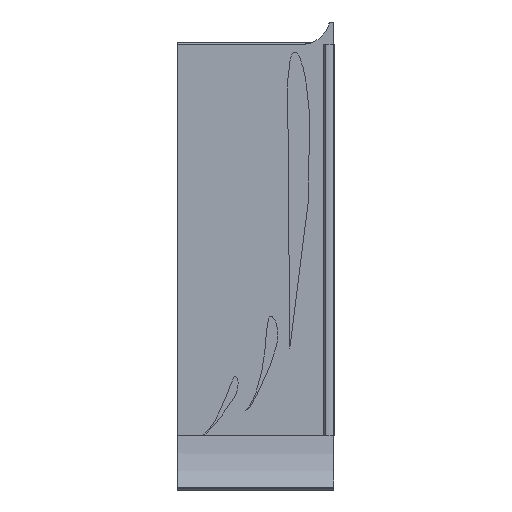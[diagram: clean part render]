
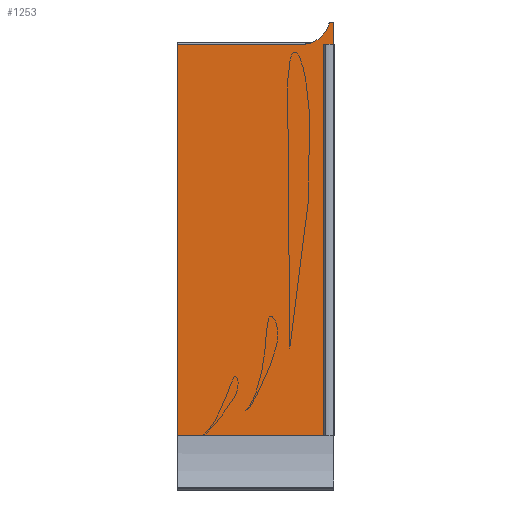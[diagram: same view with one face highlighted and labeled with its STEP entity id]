
A CAD part, left-side view. The second image highlights one B-rep face of the part: STEP entity #1253.
In plain terms, the highlighted planar face has unit normal (-1, 0, 0).
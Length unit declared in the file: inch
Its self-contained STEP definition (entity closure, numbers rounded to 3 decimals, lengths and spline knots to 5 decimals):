
#3 = FACE_OUTER_BOUND ( 'NONE', #653, .T. ) ;
#39 = VERTEX_POINT ( 'NONE', #3626 ) ;
#352 = PLANE ( 'NONE',  #917 ) ;
#434 = DIRECTION ( 'NONE',  ( 0., 0., 1. ) ) ;
#487 = CARTESIAN_POINT ( 'NONE',  ( -26.30971, 8.75, 64.45264 ) ) ;
#507 = DIRECTION ( 'NONE',  ( 0., 0., -1. ) ) ;
#532 = DIRECTION ( 'NONE',  ( 0., -1., 0. ) ) ;
#608 = AXIS2_PLACEMENT_3D ( 'NONE', #2089, #1239, #2439 ) ;
#642 = LINE ( 'NONE', #1769, #3215 ) ;
#653 = EDGE_LOOP ( 'NONE', ( #3642, #3555, #3565, #2989, #1001, #2394, #3854, #913, #2881 ) ) ;
#771 = LINE ( 'NONE', #2235, #862 ) ;
#817 = VERTEX_POINT ( 'NONE', #3552 ) ;
#862 = VECTOR ( 'NONE', #434, 39.37008 ) ;
#913 = ORIENTED_EDGE ( 'NONE', *, *, #1770, .T. ) ;
#917 = AXIS2_PLACEMENT_3D ( 'NONE', #2766, #2421, #3634 ) ;
#964 = DIRECTION ( 'NONE',  ( -1., 0., 0. ) ) ;
#970 = EDGE_CURVE ( 'NONE', #973, #2436, #642, .T. ) ;
#973 = VERTEX_POINT ( 'NONE', #3676 ) ;
#1001 = ORIENTED_EDGE ( 'NONE', *, *, #1947, .T. ) ;
#1239 = DIRECTION ( 'NONE',  ( -1., 0., 0. ) ) ;
#1253 = ADVANCED_FACE ( 'NONE', ( #3 ), #352, .T. ) ;
#1375 = DIRECTION ( 'NONE',  ( 0., -1., 0. ) ) ;
#1388 = DIRECTION ( 'NONE',  ( 0., 0., -1. ) ) ;
#1412 = VECTOR ( 'NONE', #507, 39.37008 ) ;
#1433 = CARTESIAN_POINT ( 'NONE',  ( -26.30971, 1.01184, 65.48749 ) ) ;
#1483 = VERTEX_POINT ( 'NONE', #2033 ) ;
#1567 = CARTESIAN_POINT ( 'NONE',  ( -26.30971, 2.37126, 65.85586 ) ) ;
#1613 = DIRECTION ( 'NONE',  ( 0., 0., -1. ) ) ;
#1663 = CARTESIAN_POINT ( 'NONE',  ( -26.30971, 8.75, 64.45264 ) ) ;
#1690 = CARTESIAN_POINT ( 'NONE',  ( -26.30971, 0.75, 64.45264 ) ) ;
#1718 = EDGE_CURVE ( 'NONE', #3801, #2436, #1972, .T. ) ;
#1769 = CARTESIAN_POINT ( 'NONE',  ( -26.30971, 8.75, 44.45264 ) ) ;
#1770 = EDGE_CURVE ( 'NONE', #817, #973, #3198, .T. ) ;
#1807 = VERTEX_POINT ( 'NONE', #1690 ) ;
#1808 = CIRCLE ( 'NONE', #2131, 1.40845 ) ;
#1813 = CIRCLE ( 'NONE', #3337, 0.13324 ) ;
#1896 = EDGE_CURVE ( 'NONE', #3680, #1483, #1808, .T. ) ;
#1947 = EDGE_CURVE ( 'NONE', #2216, #3680, #1813, .T. ) ;
#1972 = LINE ( 'NONE', #2325, #3435 ) ;
#1994 = CARTESIAN_POINT ( 'NONE',  ( -26.30971, 8.75, 64.45264 ) ) ;
#2033 = CARTESIAN_POINT ( 'NONE',  ( -26.30971, 2.25, 64.45264 ) ) ;
#2074 = EDGE_CURVE ( 'NONE', #3801, #1807, #2554, .T. ) ;
#2089 = CARTESIAN_POINT ( 'NONE',  ( -26.30971, 0.88324, 65.45264 ) ) ;
#2131 = AXIS2_PLACEMENT_3D ( 'NONE', #1567, #2865, #1613 ) ;
#2164 = DIRECTION ( 'NONE',  ( 0., 0., 1. ) ) ;
#2196 = VECTOR ( 'NONE', #532, 39.37008 ) ;
#2216 = VERTEX_POINT ( 'NONE', #2592 ) ;
#2235 = CARTESIAN_POINT ( 'NONE',  ( -26.30971, 0.75, 64.45264 ) ) ;
#2270 = VECTOR ( 'NONE', #3449, 39.37008 ) ;
#2325 = CARTESIAN_POINT ( 'NONE',  ( -26.30971, 0.88965, 44.44264 ) ) ;
#2394 = ORIENTED_EDGE ( 'NONE', *, *, #1896, .T. ) ;
#2421 = DIRECTION ( 'NONE',  ( -1., 0., 0. ) ) ;
#2436 = VERTEX_POINT ( 'NONE', #2480 ) ;
#2439 = DIRECTION ( 'NONE',  ( 0., 0., 1. ) ) ;
#2467 = EDGE_CURVE ( 'NONE', #39, #2216, #3202, .T. ) ;
#2480 = CARTESIAN_POINT ( 'NONE',  ( -26.30971, 0.88965, 44.45264 ) ) ;
#2554 = LINE ( 'NONE', #1994, #2270 ) ;
#2589 = EDGE_CURVE ( 'NONE', #1807, #39, #771, .T. ) ;
#2592 = CARTESIAN_POINT ( 'NONE',  ( -26.30971, 0.88324, 65.58588 ) ) ;
#2766 = CARTESIAN_POINT ( 'NONE',  ( -26.30971, 8.75, 64.45264 ) ) ;
#2865 = DIRECTION ( 'NONE',  ( 1., 0., 0. ) ) ;
#2881 = ORIENTED_EDGE ( 'NONE', *, *, #970, .T. ) ;
#2989 = ORIENTED_EDGE ( 'NONE', *, *, #2467, .T. ) ;
#3117 = EDGE_CURVE ( 'NONE', #817, #1483, #3527, .T. ) ;
#3198 = LINE ( 'NONE', #487, #1412 ) ;
#3202 = CIRCLE ( 'NONE', #608, 0.13324 ) ;
#3215 = VECTOR ( 'NONE', #1375, 39.37008 ) ;
#3283 = CARTESIAN_POINT ( 'NONE',  ( -26.30971, 0.88965, 64.45264 ) ) ;
#3337 = AXIS2_PLACEMENT_3D ( 'NONE', #3662, #964, #2164 ) ;
#3435 = VECTOR ( 'NONE', #1388, 39.37008 ) ;
#3449 = DIRECTION ( 'NONE',  ( 0., -1., 0. ) ) ;
#3527 = LINE ( 'NONE', #1663, #2196 ) ;
#3552 = CARTESIAN_POINT ( 'NONE',  ( -26.30971, 8.75, 64.45264 ) ) ;
#3555 = ORIENTED_EDGE ( 'NONE', *, *, #2074, .T. ) ;
#3565 = ORIENTED_EDGE ( 'NONE', *, *, #2589, .T. ) ;
#3626 = CARTESIAN_POINT ( 'NONE',  ( -26.30971, 0.75, 65.45264 ) ) ;
#3634 = DIRECTION ( 'NONE',  ( 0., 0., 1. ) ) ;
#3642 = ORIENTED_EDGE ( 'NONE', *, *, #1718, .F. ) ;
#3662 = CARTESIAN_POINT ( 'NONE',  ( -26.30971, 0.88324, 65.45264 ) ) ;
#3676 = CARTESIAN_POINT ( 'NONE',  ( -26.30971, 8.75, 44.45264 ) ) ;
#3680 = VERTEX_POINT ( 'NONE', #1433 ) ;
#3801 = VERTEX_POINT ( 'NONE', #3283 ) ;
#3854 = ORIENTED_EDGE ( 'NONE', *, *, #3117, .F. ) ;
